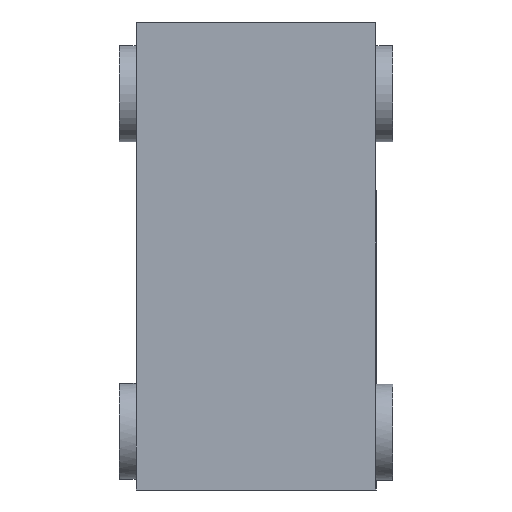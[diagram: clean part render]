
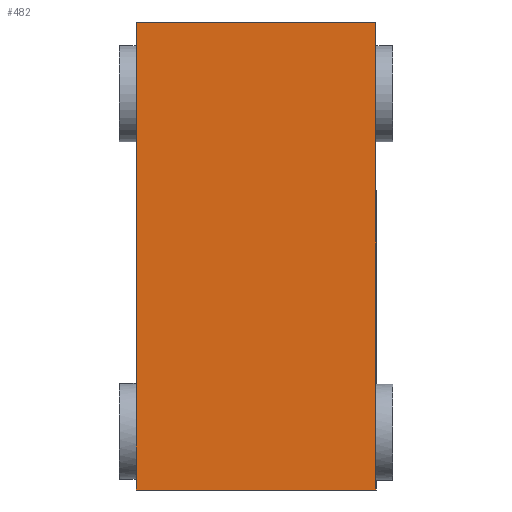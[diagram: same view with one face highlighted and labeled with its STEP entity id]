
A CAD part, front view. The second image highlights one B-rep face of the part: STEP entity #482.
In plain terms, the highlighted planar face has unit normal (0, -1, 0).
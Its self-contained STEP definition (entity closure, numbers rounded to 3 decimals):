
#84 = VERTEX_POINT ( 'NONE', #2085 ) ;
#126 = CARTESIAN_POINT ( 'NONE',  ( 0., 427.94, -531.321 ) ) ;
#185 = DIRECTION ( 'NONE',  ( 0., 0., -1. ) ) ;
#195 = DIRECTION ( 'NONE',  ( 0., 0., 1. ) ) ;
#315 = EDGE_CURVE ( 'NONE', #628, #334, #3208, .T. ) ;
#316 = DIRECTION ( 'NONE',  ( 0., 0., -1. ) ) ;
#334 = VERTEX_POINT ( 'NONE', #1495 ) ;
#435 = VECTOR ( 'NONE', #185, 1000. ) ;
#444 = CARTESIAN_POINT ( 'NONE',  ( 0., 427.94, -1257.837 ) ) ;
#482 = ADVANCED_FACE ( 'NONE', ( #829 ), #2537, .T. ) ;
#552 = VECTOR ( 'NONE', #2291, 1000. ) ;
#628 = VERTEX_POINT ( 'NONE', #2636 ) ;
#647 = EDGE_CURVE ( 'NONE', #1304, #2841, #931, .T. ) ;
#650 = VECTOR ( 'NONE', #316, 1000. ) ;
#746 = CARTESIAN_POINT ( 'NONE',  ( -500., 427.94, -531.321 ) ) ;
#748 = EDGE_CURVE ( 'NONE', #84, #1867, #2202, .T. ) ;
#802 = VECTOR ( 'NONE', #2520, 1000. ) ;
#829 = FACE_OUTER_BOUND ( 'NONE', #1368, .T. ) ;
#843 = EDGE_CURVE ( 'NONE', #1867, #1326, #1814, .T. ) ;
#857 = CARTESIAN_POINT ( 'NONE',  ( -500., 427.94, -1235.172 ) ) ;
#898 = VECTOR ( 'NONE', #2106, 1000. ) ;
#908 = ORIENTED_EDGE ( 'NONE', *, *, #1999, .T. ) ;
#917 = CARTESIAN_POINT ( 'NONE',  ( -500., 427.94, -1257.837 ) ) ;
#931 = LINE ( 'NONE', #444, #1108 ) ;
#992 = ORIENTED_EDGE ( 'NONE', *, *, #2440, .T. ) ;
#1018 = CARTESIAN_POINT ( 'NONE',  ( -500., 427.94, -1257.837 ) ) ;
#1077 = CARTESIAN_POINT ( 'NONE',  ( 0., 427.94, -1037.896 ) ) ;
#1086 = LINE ( 'NONE', #2757, #802 ) ;
#1093 = VERTEX_POINT ( 'NONE', #746 ) ;
#1108 = VECTOR ( 'NONE', #1684, 1000. ) ;
#1111 = DIRECTION ( 'NONE',  ( 0., 0., -1. ) ) ;
#1139 = EDGE_CURVE ( 'NONE', #3136, #2955, #1086, .T. ) ;
#1246 = CARTESIAN_POINT ( 'NONE',  ( -500., 427.94, -331.321 ) ) ;
#1261 = ORIENTED_EDGE ( 'NONE', *, *, #2329, .F. ) ;
#1285 = EDGE_CURVE ( 'NONE', #334, #2375, #1830, .T. ) ;
#1304 = VERTEX_POINT ( 'NONE', #2392 ) ;
#1305 = LINE ( 'NONE', #2542, #552 ) ;
#1326 = VERTEX_POINT ( 'NONE', #1596 ) ;
#1345 = LINE ( 'NONE', #2374, #1693 ) ;
#1368 = EDGE_LOOP ( 'NONE', ( #1261, #2257, #2984, #2388, #2383, #1657, #992, #908, #1522, #1713, #1711, #1945 ) ) ;
#1379 = VECTOR ( 'NONE', #195, 1000. ) ;
#1495 = CARTESIAN_POINT ( 'NONE',  ( 0., 427.94, -281.869 ) ) ;
#1522 = ORIENTED_EDGE ( 'NONE', *, *, #748, .T. ) ;
#1534 = VECTOR ( 'NONE', #2813, 1000. ) ;
#1543 = VECTOR ( 'NONE', #2458, 1000. ) ;
#1596 = CARTESIAN_POINT ( 'NONE',  ( -500., 427.94, -1257.837 ) ) ;
#1656 = CARTESIAN_POINT ( 'NONE',  ( -500., 427.94, -1257.837 ) ) ;
#1657 = ORIENTED_EDGE ( 'NONE', *, *, #3008, .T. ) ;
#1684 = DIRECTION ( 'NONE',  ( 0., 0., -1. ) ) ;
#1693 = VECTOR ( 'NONE', #1111, 1000. ) ;
#1711 = ORIENTED_EDGE ( 'NONE', *, *, #2840, .T. ) ;
#1713 = ORIENTED_EDGE ( 'NONE', *, *, #843, .T. ) ;
#1814 = LINE ( 'NONE', #1018, #1534 ) ;
#1830 = LINE ( 'NONE', #2149, #898 ) ;
#1867 = VERTEX_POINT ( 'NONE', #857 ) ;
#1881 = AXIS2_PLACEMENT_3D ( 'NONE', #2804, #2521, #2582 ) ;
#1919 = LINE ( 'NONE', #2227, #1543 ) ;
#1944 = LINE ( 'NONE', #917, #435 ) ;
#1945 = ORIENTED_EDGE ( 'NONE', *, *, #647, .F. ) ;
#1960 = CARTESIAN_POINT ( 'NONE',  ( -500., 427.94, -281.869 ) ) ;
#1999 = EDGE_CURVE ( 'NONE', #1093, #84, #1944, .T. ) ;
#2085 = CARTESIAN_POINT ( 'NONE',  ( -500., 427.94, -1036.255 ) ) ;
#2106 = DIRECTION ( 'NONE',  ( 0., 0., -1. ) ) ;
#2136 = LINE ( 'NONE', #1656, #650 ) ;
#2149 = CARTESIAN_POINT ( 'NONE',  ( 0., 427.94, -1257.837 ) ) ;
#2181 = DIRECTION ( 'NONE',  ( 0., 0., -1. ) ) ;
#2202 = LINE ( 'NONE', #2431, #2657 ) ;
#2227 = CARTESIAN_POINT ( 'NONE',  ( -500., 427.94, -1257.837 ) ) ;
#2257 = ORIENTED_EDGE ( 'NONE', *, *, #1139, .F. ) ;
#2291 = DIRECTION ( 'NONE',  ( 0., 0., -1. ) ) ;
#2329 = EDGE_CURVE ( 'NONE', #2955, #1304, #1345, .T. ) ;
#2374 = CARTESIAN_POINT ( 'NONE',  ( 0., 427.94, -1257.837 ) ) ;
#2375 = VERTEX_POINT ( 'NONE', #2558 ) ;
#2383 = ORIENTED_EDGE ( 'NONE', *, *, #315, .F. ) ;
#2388 = ORIENTED_EDGE ( 'NONE', *, *, #1285, .F. ) ;
#2392 = CARTESIAN_POINT ( 'NONE',  ( 0., 427.94, -1236.813 ) ) ;
#2405 = LINE ( 'NONE', #3151, #1379 ) ;
#2431 = CARTESIAN_POINT ( 'NONE',  ( -500., 427.94, -1257.837 ) ) ;
#2440 = EDGE_CURVE ( 'NONE', #2874, #1093, #2136, .T. ) ;
#2458 = DIRECTION ( 'NONE',  ( 1., 0., 0. ) ) ;
#2520 = DIRECTION ( 'NONE',  ( 0., 0., -1. ) ) ;
#2521 = DIRECTION ( 'NONE',  ( 0., -1., 0. ) ) ;
#2537 = PLANE ( 'NONE',  #1881 ) ;
#2542 = CARTESIAN_POINT ( 'NONE',  ( -500., 427.94, -1257.837 ) ) ;
#2558 = CARTESIAN_POINT ( 'NONE',  ( 0., 427.94, -331.321 ) ) ;
#2582 = DIRECTION ( 'NONE',  ( 0., 0., -1. ) ) ;
#2636 = CARTESIAN_POINT ( 'NONE',  ( -500., 427.94, -281.869 ) ) ;
#2657 = VECTOR ( 'NONE', #2181, 1000. ) ;
#2663 = CARTESIAN_POINT ( 'NONE',  ( 0., 427.94, -1257.837 ) ) ;
#2757 = CARTESIAN_POINT ( 'NONE',  ( 0., 427.94, -1257.837 ) ) ;
#2804 = CARTESIAN_POINT ( 'NONE',  ( -500., 427.94, -1257.837 ) ) ;
#2813 = DIRECTION ( 'NONE',  ( 0., 0., -1. ) ) ;
#2822 = EDGE_CURVE ( 'NONE', #3136, #2375, #2405, .T. ) ;
#2840 = EDGE_CURVE ( 'NONE', #1326, #2841, #1919, .T. ) ;
#2841 = VERTEX_POINT ( 'NONE', #2663 ) ;
#2874 = VERTEX_POINT ( 'NONE', #1246 ) ;
#2955 = VERTEX_POINT ( 'NONE', #1077 ) ;
#2962 = DIRECTION ( 'NONE',  ( 1., 0., 0. ) ) ;
#2984 = ORIENTED_EDGE ( 'NONE', *, *, #2822, .T. ) ;
#3008 = EDGE_CURVE ( 'NONE', #628, #2874, #1305, .T. ) ;
#3077 = VECTOR ( 'NONE', #2962, 1000. ) ;
#3136 = VERTEX_POINT ( 'NONE', #126 ) ;
#3151 = CARTESIAN_POINT ( 'NONE',  ( 0., 427.94, -1257.837 ) ) ;
#3208 = LINE ( 'NONE', #1960, #3077 ) ;
